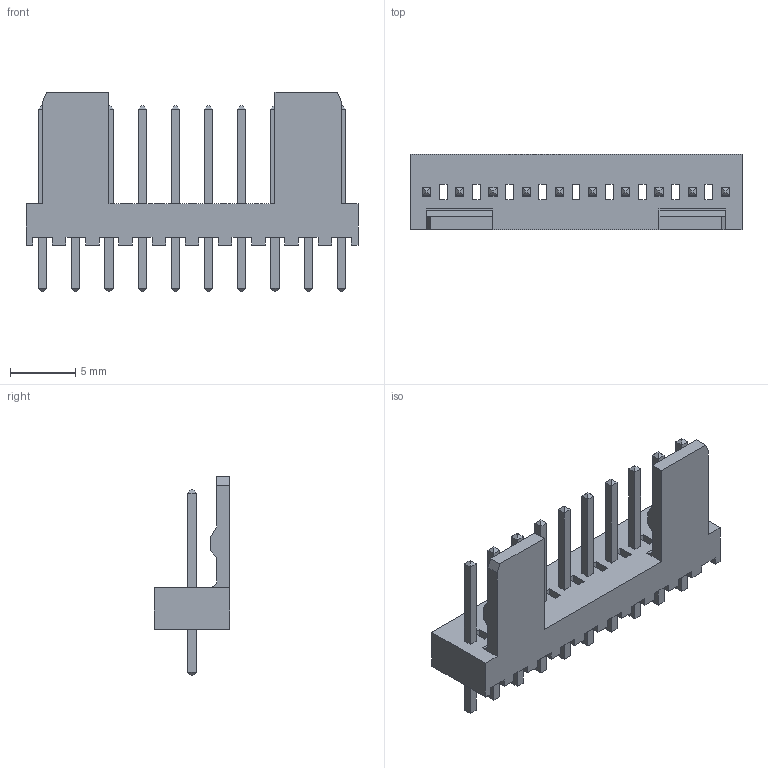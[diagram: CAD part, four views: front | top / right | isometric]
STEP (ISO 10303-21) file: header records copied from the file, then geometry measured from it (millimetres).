
FILE_DESCRIPTION(/* description */ ('model of Molex_KK-254_AE-6410-10A_1x10_P2.54mm_Vertical'),/* implementation_level */ '2;1');
FILE_NAME(/* name */ 'Molex_KK-254_AE-6410-10A_1x10_P2.54mm_Vertical.step',/* time_stamp */ '2017-12-04T15:10:35',/* author */ ('Ray Benitez',''),/* organization */ (''),/* preprocessor_version */ '',/* originating_system */ '',/* authorisation */ '');
FILE_SCHEMA(('AUTOMOTIVE_DESIGN { 1 0 10303 214 1 1 1 1 }'));
Length unit declared in the file: millimetre
Products named in the file (1): Molex_AE_6410_10A
Bounding box: 25.4 x 5.8 x 15.26 mm (x, y, z)
Volume: 536.7 mm3; surface area: 1133.5 mm2
Topology: 1 solids, 1 shells, 282 faces, 700 edges, 440 vertices
Faces by surface type: plane 280, cylinder 2
Entity records: 5538 total; most frequent: ORIENTED_EDGE 1095, CARTESIAN_POINT 906, EDGE_CURVE 700, LINE 634, VERTEX_POINT 440, FACE_BOUND 320, EDGE_LOOP 320, ADVANCED_FACE 282
